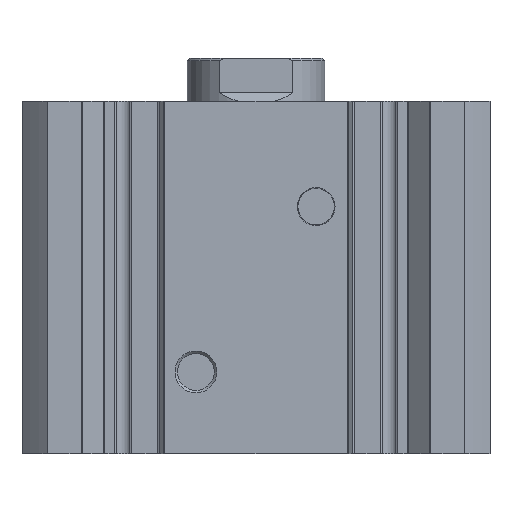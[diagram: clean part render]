
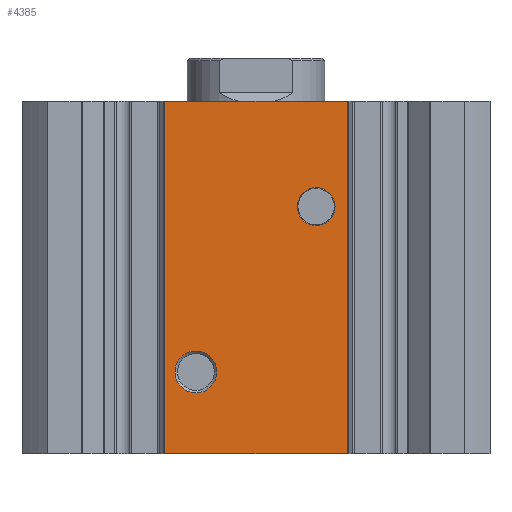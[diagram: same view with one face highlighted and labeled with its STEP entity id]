
A CAD part, left-side view. The second image highlights one B-rep face of the part: STEP entity #4385.
In plain terms, the highlighted planar face has unit normal (-1, 0, 0).
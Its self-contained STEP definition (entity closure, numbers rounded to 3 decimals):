
#177=FACE_BOUND('',#517,.T.);
#178=FACE_BOUND('',#518,.T.);
#243=FACE_OUTER_BOUND('',#516,.T.);
#516=EDGE_LOOP('',(#3365,#3366,#3367,#3368));
#517=EDGE_LOOP('',(#3369));
#518=EDGE_LOOP('',(#3370));
#823=LINE('',#6628,#1205);
#917=LINE('',#6996,#1299);
#922=LINE('',#7042,#1304);
#1011=LINE('',#7404,#1393);
#1205=VECTOR('',#5193,82.);
#1299=VECTOR('',#5473,42.443);
#1304=VECTOR('',#5522,42.443);
#1393=VECTOR('',#5799,82.);
#1794=CIRCLE('',#4859,4.408);
#1795=CIRCLE('',#4860,4.864);
#1859=VERTEX_POINT('',#6622);
#1861=VERTEX_POINT('',#6626);
#2042=VERTEX_POINT('',#6994);
#2061=VERTEX_POINT('',#7041);
#2241=VERTEX_POINT('',#7405);
#2242=VERTEX_POINT('',#7407);
#2316=EDGE_CURVE('',#1861,#1859,#823,.T.);
#2500=EDGE_CURVE('',#1861,#2042,#917,.T.);
#2521=EDGE_CURVE('',#1859,#2061,#922,.T.);
#2703=EDGE_CURVE('',#2042,#2061,#1011,.T.);
#2704=EDGE_CURVE('',#2241,#2241,#1794,.T.);
#2705=EDGE_CURVE('',#2242,#2242,#1795,.T.);
#3365=ORIENTED_EDGE('',*,*,#2521,.F.);
#3366=ORIENTED_EDGE('',*,*,#2316,.F.);
#3367=ORIENTED_EDGE('',*,*,#2500,.T.);
#3368=ORIENTED_EDGE('',*,*,#2703,.T.);
#3369=ORIENTED_EDGE('',*,*,#2704,.T.);
#3370=ORIENTED_EDGE('',*,*,#2705,.T.);
#4262=PLANE('',#4858);
#4385=ADVANCED_FACE('',(#243,#177,#178),#4262,.T.);
#4858=AXIS2_PLACEMENT_3D('',#7403,#5797,#5798);
#4859=AXIS2_PLACEMENT_3D('',#7406,#5800,#5801);
#4860=AXIS2_PLACEMENT_3D('',#7408,#5802,#5803);
#5193=DIRECTION('',(0.,0.,1.));
#5473=DIRECTION('',(0.,-1.,0.));
#5522=DIRECTION('',(0.,-1.,0.));
#5797=DIRECTION('center_axis',(-1.,0.,0.));
#5798=DIRECTION('ref_axis',(0.,0.,1.));
#5799=DIRECTION('',(0.,0.,1.));
#5800=DIRECTION('center_axis',(1.,0.,0.));
#5801=DIRECTION('ref_axis',(0.,0.,-1.));
#5802=DIRECTION('center_axis',(1.,0.,0.));
#5803=DIRECTION('ref_axis',(0.,0.,-1.));
#6622=CARTESIAN_POINT('',(-59.,21.221,0.));
#6626=CARTESIAN_POINT('',(-59.,21.221,-82.));
#6628=CARTESIAN_POINT('',(-59.,21.221,-82.));
#6994=CARTESIAN_POINT('',(-59.,-21.221,-82.));
#6996=CARTESIAN_POINT('',(-59.,21.221,-82.));
#7041=CARTESIAN_POINT('',(-59.,-21.221,0.));
#7042=CARTESIAN_POINT('',(-59.,21.221,0.));
#7403=CARTESIAN_POINT('Origin',(-59.,21.221,-82.));
#7404=CARTESIAN_POINT('',(-59.,-21.221,-82.));
#7405=CARTESIAN_POINT('',(-59.,-14.,-28.908));
#7406=CARTESIAN_POINT('Origin',(-59.,-14.,-24.5));
#7407=CARTESIAN_POINT('',(-59.,14.,-67.864));
#7408=CARTESIAN_POINT('Origin',(-59.,14.,-63.));
